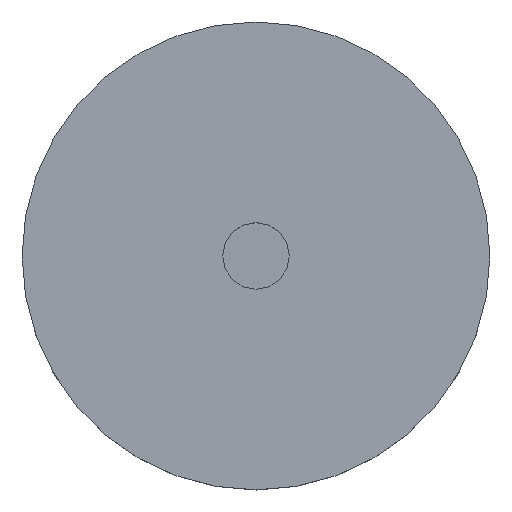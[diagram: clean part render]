
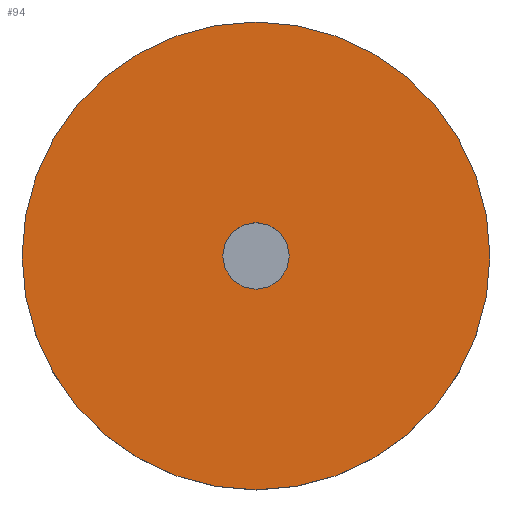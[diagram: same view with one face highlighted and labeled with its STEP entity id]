
A CAD part, top view. The second image highlights one B-rep face of the part: STEP entity #94.
In plain terms, the highlighted planar face has unit normal (0, 0, 1).
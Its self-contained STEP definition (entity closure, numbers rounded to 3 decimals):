
#18=FACE_BOUND('',#37,.T.);
#22=PLANE('',#130);
#29=FACE_OUTER_BOUND('',#36,.T.);
#36=EDGE_LOOP('',(#82));
#37=EDGE_LOOP('',(#83));
#46=CIRCLE('',#120,2.);
#51=CIRCLE('',#129,14.);
#53=VERTEX_POINT('',#168);
#58=VERTEX_POINT('',#184);
#59=EDGE_CURVE('',#53,#53,#46,.T.);
#67=EDGE_CURVE('',#58,#58,#51,.T.);
#82=ORIENTED_EDGE('',*,*,#67,.T.);
#83=ORIENTED_EDGE('',*,*,#59,.T.);
#94=ADVANCED_FACE('',(#29,#18),#22,.T.);
#120=AXIS2_PLACEMENT_3D('',#169,#137,#138);
#129=AXIS2_PLACEMENT_3D('',#186,#158,#159);
#130=AXIS2_PLACEMENT_3D('',#187,#160,#161);
#137=DIRECTION('center_axis',(0.,0.,
-1.));
#138=DIRECTION('ref_axis',(1.,0.,0.));
#158=DIRECTION('center_axis',(0.,0.,
1.));
#159=DIRECTION('ref_axis',(1.,0.,0.));
#160=DIRECTION('center_axis',(0.,0.,
1.));
#161=DIRECTION('ref_axis',(1.,0.,0.));
#168=CARTESIAN_POINT('',(1953.246,20.5,-10.));
#169=CARTESIAN_POINT('Origin',(1955.246,20.5,-10.));
#184=CARTESIAN_POINT('',(1941.246,20.5,-10.));
#186=CARTESIAN_POINT('Origin',(1955.246,20.5,-10.));
#187=CARTESIAN_POINT('Origin',(1955.246,20.5,-10.));
